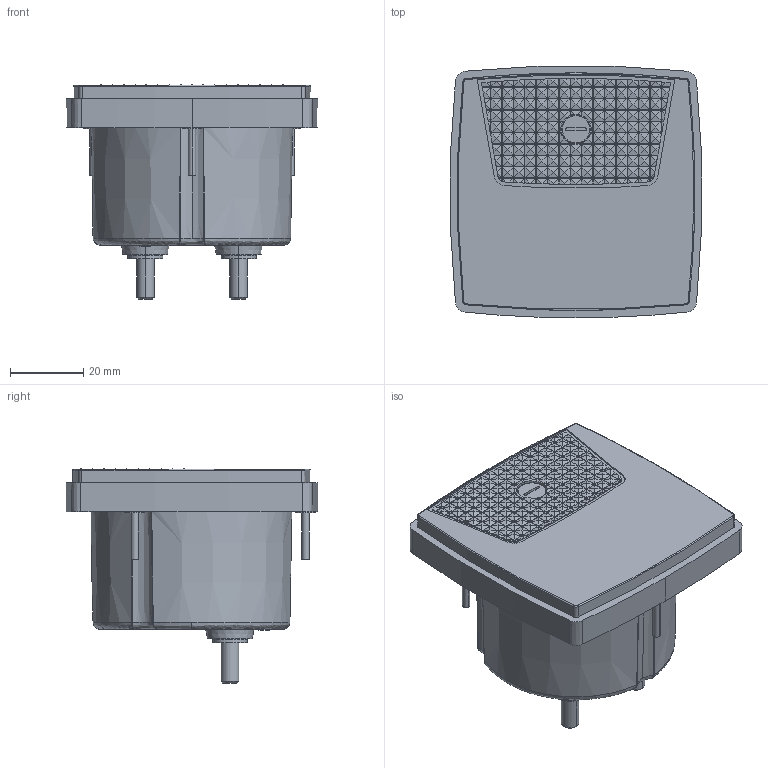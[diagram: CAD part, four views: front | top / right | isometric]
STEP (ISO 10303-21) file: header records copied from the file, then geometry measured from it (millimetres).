
FILE_DESCRIPTION (( 'STEP AP214' ), '1' );
FILE_NAME ('PK-250-244-PZPZ.STEP', '2025-02-12T16:35:20', ( '' ), ( '' ), 'SwSTEP 2.0', 'SolidWorks 2021', '' );
FILE_SCHEMA (( 'AUTOMOTIVE_DESIGN' ));
Length unit declared in the file: inch
Products named in the file (1): PK-250-244-PZPZ
Bounding box: 68.39 x 68.57 x 58.35 mm (x, y, z)
Volume: 124450.7 mm3; surface area: 19620.8 mm2
Topology: 1 solids, 1 shells, 1550 faces, 4087 edges, 2666 vertices
Faces by surface type: plane 1165, cylinder 265, cone 81, bspline 39
Entity records: 48442 total; most frequent: CARTESIAN_POINT 10076, ORIENTED_EDGE 8162, DIRECTION 7646, EDGE_CURVE 4081, LINE 3110, VECTOR 3110, VERTEX_POINT 2666, AXIS2_PLACEMENT_3D 2268
